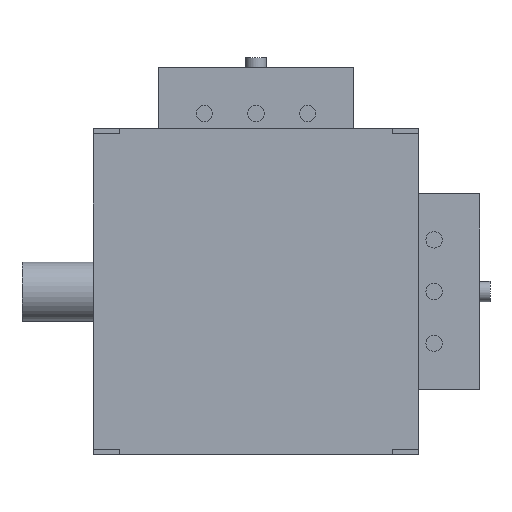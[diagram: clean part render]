
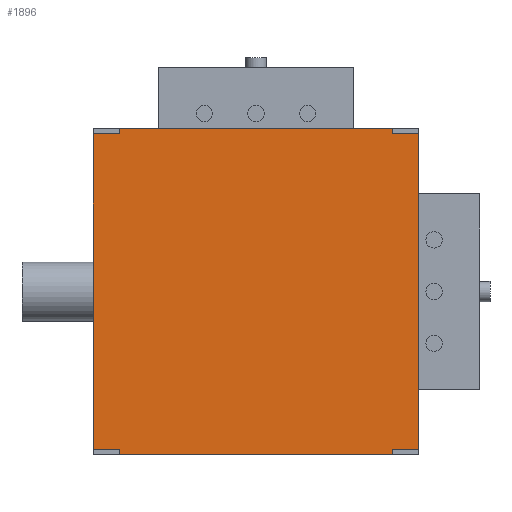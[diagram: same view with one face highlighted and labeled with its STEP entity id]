
A CAD part, front view. The second image highlights one B-rep face of the part: STEP entity #1896.
In plain terms, the highlighted planar face has unit normal (0, -1, 0).
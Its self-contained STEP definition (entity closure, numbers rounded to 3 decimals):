
#16 = LINE ( 'NONE', #2557, #714 ) ;
#98 = VECTOR ( 'NONE', #633, 1000. ) ;
#121 = LINE ( 'NONE', #2631, #2327 ) ;
#154 = EDGE_CURVE ( 'NONE', #2301, #681, #2405, .T. ) ;
#219 = VERTEX_POINT ( 'NONE', #1414 ) ;
#224 = CARTESIAN_POINT ( 'NONE',  ( -6.7, 0., 7.75 ) ) ;
#254 = CARTESIAN_POINT ( 'NONE',  ( 6.7, 0., -7.75 ) ) ;
#321 = VERTEX_POINT ( 'NONE', #2031 ) ;
#336 = CARTESIAN_POINT ( 'NONE',  ( 8., 0., 7.75 ) ) ;
#359 = VECTOR ( 'NONE', #488, 1000. ) ;
#367 = CARTESIAN_POINT ( 'NONE',  ( -8., 0., -7.75 ) ) ;
#386 = DIRECTION ( 'NONE',  ( 1., 0., 0. ) ) ;
#467 = EDGE_CURVE ( 'NONE', #923, #1326, #2564, .T. ) ;
#476 = CARTESIAN_POINT ( 'NONE',  ( -6.7, 0., 8. ) ) ;
#488 = DIRECTION ( 'NONE',  ( 0., 0., -1. ) ) ;
#586 = ORIENTED_EDGE ( 'NONE', *, *, #2565, .F. ) ;
#633 = DIRECTION ( 'NONE',  ( 0., 0., -1. ) ) ;
#649 = CARTESIAN_POINT ( 'NONE',  ( 6.7, 0., 8. ) ) ;
#658 = CARTESIAN_POINT ( 'NONE',  ( -8., 0., -8. ) ) ;
#678 = ORIENTED_EDGE ( 'NONE', *, *, #2702, .F. ) ;
#681 = VERTEX_POINT ( 'NONE', #2218 ) ;
#685 = VECTOR ( 'NONE', #2061, 1000. ) ;
#700 = DIRECTION ( 'NONE',  ( -1., 0., 0. ) ) ;
#714 = VECTOR ( 'NONE', #1017, 1000. ) ;
#730 = DIRECTION ( 'NONE',  ( 0., 0., 1. ) ) ;
#756 = VECTOR ( 'NONE', #386, 1000. ) ;
#763 = EDGE_CURVE ( 'NONE', #3192, #1278, #1130, .T. ) ;
#770 = CARTESIAN_POINT ( 'NONE',  ( 6.7, 0., -8. ) ) ;
#923 = VERTEX_POINT ( 'NONE', #2248 ) ;
#961 = CARTESIAN_POINT ( 'NONE',  ( -8., 0., -7.75 ) ) ;
#1017 = DIRECTION ( 'NONE',  ( 1., 0., 0. ) ) ;
#1046 = LINE ( 'NONE', #770, #359 ) ;
#1048 = VECTOR ( 'NONE', #730, 1000. ) ;
#1061 = CARTESIAN_POINT ( 'NONE',  ( 8., 0., 7.75 ) ) ;
#1090 = LINE ( 'NONE', #1732, #1048 ) ;
#1117 = DIRECTION ( 'NONE',  ( 0., -1., 0. ) ) ;
#1130 = LINE ( 'NONE', #3093, #685 ) ;
#1152 = DIRECTION ( 'NONE',  ( 0., 0., -1. ) ) ;
#1230 = CARTESIAN_POINT ( 'NONE',  ( 6.7, 0., 7.75 ) ) ;
#1255 = ORIENTED_EDGE ( 'NONE', *, *, #2509, .F. ) ;
#1278 = VERTEX_POINT ( 'NONE', #476 ) ;
#1326 = VERTEX_POINT ( 'NONE', #254 ) ;
#1333 = VERTEX_POINT ( 'NONE', #1230 ) ;
#1356 = CARTESIAN_POINT ( 'NONE',  ( 8., 0., 8. ) ) ;
#1374 = CARTESIAN_POINT ( 'NONE',  ( 6.7, 0., 8. ) ) ;
#1407 = DIRECTION ( 'NONE',  ( -1., 0., 0. ) ) ;
#1412 = ORIENTED_EDGE ( 'NONE', *, *, #467, .F. ) ;
#1414 = CARTESIAN_POINT ( 'NONE',  ( -6.7, 0., -8. ) ) ;
#1539 = LINE ( 'NONE', #1061, #3017 ) ;
#1615 = CARTESIAN_POINT ( 'NONE',  ( 0., 0., 0. ) ) ;
#1637 = ORIENTED_EDGE ( 'NONE', *, *, #2388, .F. ) ;
#1671 = LINE ( 'NONE', #961, #2284 ) ;
#1699 = EDGE_CURVE ( 'NONE', #2262, #219, #121, .T. ) ;
#1706 = VERTEX_POINT ( 'NONE', #336 ) ;
#1732 = CARTESIAN_POINT ( 'NONE',  ( -6.7, 0., -8. ) ) ;
#1847 = DIRECTION ( 'NONE',  ( -1., 0., 0. ) ) ;
#1874 = EDGE_CURVE ( 'NONE', #681, #3192, #16, .T. ) ;
#1896 = ADVANCED_FACE ( 'NONE', ( #2873 ), #2591, .T. ) ;
#1914 = EDGE_CURVE ( 'NONE', #3038, #1333, #2609, .T. ) ;
#2031 = CARTESIAN_POINT ( 'NONE',  ( -6.7, 0., -7.75 ) ) ;
#2061 = DIRECTION ( 'NONE',  ( 0., 0., 1. ) ) ;
#2087 = ORIENTED_EDGE ( 'NONE', *, *, #2351, .F. ) ;
#2088 = LINE ( 'NONE', #3148, #2748 ) ;
#2126 = CARTESIAN_POINT ( 'NONE',  ( 8., 0., -7.75 ) ) ;
#2137 = ORIENTED_EDGE ( 'NONE', *, *, #1874, .F. ) ;
#2139 = DIRECTION ( 'NONE',  ( 0., 0., 1. ) ) ;
#2218 = CARTESIAN_POINT ( 'NONE',  ( -8., 0., 7.75 ) ) ;
#2248 = CARTESIAN_POINT ( 'NONE',  ( 8., 0., -7.75 ) ) ;
#2262 = VERTEX_POINT ( 'NONE', #3087 ) ;
#2284 = VECTOR ( 'NONE', #700, 1000. ) ;
#2297 = VECTOR ( 'NONE', #1847, 1000. ) ;
#2301 = VERTEX_POINT ( 'NONE', #367 ) ;
#2327 = VECTOR ( 'NONE', #1407, 1000. ) ;
#2332 = ORIENTED_EDGE ( 'NONE', *, *, #1914, .F. ) ;
#2351 = EDGE_CURVE ( 'NONE', #1706, #923, #2088, .T. ) ;
#2388 = EDGE_CURVE ( 'NONE', #321, #2301, #1671, .T. ) ;
#2405 = LINE ( 'NONE', #658, #3182 ) ;
#2509 = EDGE_CURVE ( 'NONE', #1333, #1706, #1539, .T. ) ;
#2557 = CARTESIAN_POINT ( 'NONE',  ( -8., 0., 7.75 ) ) ;
#2564 = LINE ( 'NONE', #2126, #2297 ) ;
#2565 = EDGE_CURVE ( 'NONE', #1326, #2262, #1046, .T. ) ;
#2566 = EDGE_LOOP ( 'NONE', ( #1255, #2332, #2618, #2860, #2137, #3187, #1637, #678, #3199, #586, #1412, #2087 ) ) ;
#2591 = PLANE ( 'NONE',  #2698 ) ;
#2592 = LINE ( 'NONE', #1356, #756 ) ;
#2609 = LINE ( 'NONE', #1374, #98 ) ;
#2618 = ORIENTED_EDGE ( 'NONE', *, *, #3095, .F. ) ;
#2631 = CARTESIAN_POINT ( 'NONE',  ( 8., 0., -8. ) ) ;
#2698 = AXIS2_PLACEMENT_3D ( 'NONE', #1615, #1117, #1152 ) ;
#2702 = EDGE_CURVE ( 'NONE', #219, #321, #1090, .T. ) ;
#2748 = VECTOR ( 'NONE', #2918, 1000. ) ;
#2860 = ORIENTED_EDGE ( 'NONE', *, *, #763, .F. ) ;
#2873 = FACE_OUTER_BOUND ( 'NONE', #2566, .T. ) ;
#2918 = DIRECTION ( 'NONE',  ( 0., 0., -1. ) ) ;
#2980 = DIRECTION ( 'NONE',  ( 1., 0., 0. ) ) ;
#3017 = VECTOR ( 'NONE', #2980, 1000. ) ;
#3038 = VERTEX_POINT ( 'NONE', #649 ) ;
#3087 = CARTESIAN_POINT ( 'NONE',  ( 6.7, 0., -8. ) ) ;
#3093 = CARTESIAN_POINT ( 'NONE',  ( -6.7, 0., 8. ) ) ;
#3095 = EDGE_CURVE ( 'NONE', #1278, #3038, #2592, .T. ) ;
#3148 = CARTESIAN_POINT ( 'NONE',  ( 8., 0., -8. ) ) ;
#3182 = VECTOR ( 'NONE', #2139, 1000. ) ;
#3187 = ORIENTED_EDGE ( 'NONE', *, *, #154, .F. ) ;
#3192 = VERTEX_POINT ( 'NONE', #224 ) ;
#3199 = ORIENTED_EDGE ( 'NONE', *, *, #1699, .F. ) ;
